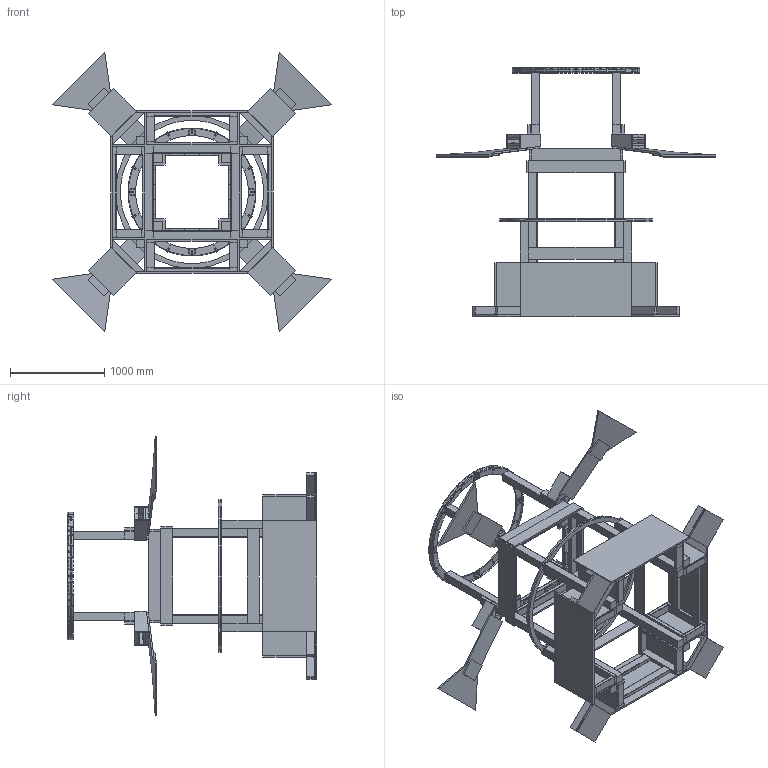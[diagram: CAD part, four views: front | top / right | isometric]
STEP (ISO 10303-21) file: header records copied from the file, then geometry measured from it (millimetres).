
FILE_DESCRIPTION (( 'STEP AP214' ), '1' );
FILE_NAME ('TE-22000-AM.STEP', '2022-01-06T03:59:54', ( '' ), ( '' ), 'SwSTEP 2.0', 'SolidWorks 2019', '' );
FILE_SCHEMA (( 'AUTOMOTIVE_DESIGN' ));
Length unit declared in the file: inch
Products named in the file (149): visionTapeforRing_exoV4_SIMPLE; TE-22015; nylock_.25_20 _12__SIMPLE; TE-22055; hex_.25_20_0.625_SIMPLE; nylock_.25_20 _4__SIMPLE; nylock_.25_20 _4__2_SIMPLE; TE-22023-Multiple; nylock_.25_20 (1) _4__SIMPLE; TE-22060; nylock_.25_20 _2__SIMPLE; TE-22056; TE-22010; GE-22420 _2__SIMPLE; nylock_.25_20 _1__7_SIMPLE; nylock_.25_20 _3__4_SIMPLE; TE-22017; TE-22037; nylock_.25_20 _1__4_SIMPLE; nylock_.25_20_1_2_SIMPLE; AM-4672; TE-22011; TE-22025; nylock_.25_20 (1) _1__4_SIMPLE; TE-22043; nylock_.25_20 _1__SIMPLE; nylock_.25_20 _2__8_SIMPLE; nylock_.25_20 _3__6_SIMPLE; nylock_.25_20 _2__7_SIMPLE; TE-22064; TE-22014; am-1614 nylon spacer_SIMPLE; GE-22416 Vision Ring Only (1) _1__SIMPLE; Loop_1_13.25; nylock_.25_20 _1__2_SIMPLE; washer_flat_.25_1_SIMPLE; nylock_.25_20 _2__4_SIMPLE; GE-22420 _3__SIMPLE; am-4676 GE-22422 Upper Hub Vision Angle_SIMPLE; nylock_.25_20 (1) _1__2_SIMPLE ...
Assembly tree (505 placements, depth 6):
  TE-22000-AM
    TE-22040
      TE-22042  x4
      TE-22043  x8
      TE-22044
        TE-22041  x4
        TE-22005  x4
        TE-22006  x8
    TE-22010
      TE-22013
        TE-22012
        TE-22011  x2
      TE-22017
        TE-22016
        TE-22014  x2
        TE-22015  x2
      TE-22017
        TE-22016
        TE-22014  x2
        TE-22015  x2
    TE-22050
      TE-22055
        TE-22051
        Loop_1_13.25  x2
      TE-22052
      TE-22053
      TE-22056
        TE-22054
        Hook_1_13.25
      TE-22056
        TE-22054
        Hook_1_13.25
    TE-22060
      TE-22064
        TE-22063
        TE-22062
        TE-22061
      TE-22068
        TE-22065  x4
        TE-22061  x2
        TE-22066  x2
        TE-22067  x2
    TE-22030-AM
      TE-22036-AM  x4
      TE-22038
        TE-22035  x4
        TE-22005  x4
        TE-22006  x8
      TE-22037  x4
      AM-4672
        washer_flat_.25_1_SIMPLE  x12
        hex_.25_20_1_1_SIMPLE  x12
        nylock_.25_20 _3__SIMPLE
          Part 9_SIMPLE
          nylock_.25_20_1_SIMPLE
        nylock_.25_20 _12__SIMPLE
          Part 9_SIMPLE
          nylock_.25_20_1_SIMPLE
        nylock_.25_20 _4__SIMPLE
          Part 9_SIMPLE
Bounding box: 2962.69 x 2642.3 x 2962.69 mm (x, y, z)
Volume: 412424414.6 mm3; surface area: 38210550.8 mm2
Topology: 400 solids, 400 shells, 5632 faces, 13316 edges, 8748 vertices
Faces by surface type: plane 2968, cylinder 1676, cone 556, bspline 432
Entity records: 34952 total; most frequent: CARTESIAN_POINT 8907, DIRECTION 4039, ORIENTED_EDGE 2910, AXIS2_PLACEMENT_3D 1616, EDGE_CURVE 1455, VERTEX_POINT 958, VECTOR 807, LINE 807
